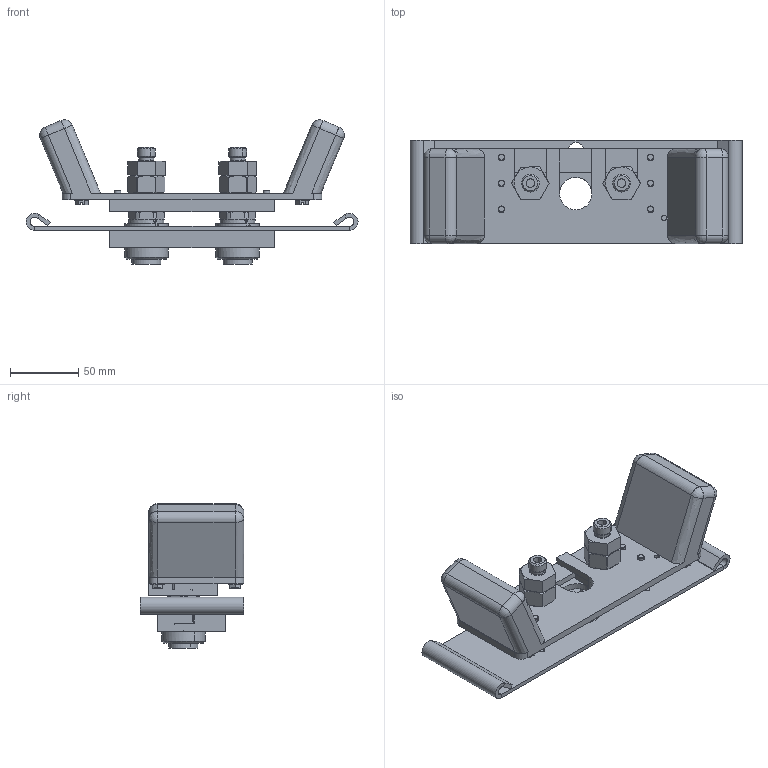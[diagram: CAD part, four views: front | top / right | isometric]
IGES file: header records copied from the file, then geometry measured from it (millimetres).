
Start section:  PTC IGES file: ilcm45600504.igs
Global section: file name: ilcm45600504.igs; native system: Creo Parametric by Parametric Technology Corporation; preprocessor: 2013320; author: jdw; organization: Unknown; date: 20160208.131128; units: inch
Bounding box: 243.84 x 76.2 x 105.97 mm (x, y, z)
Surface area: 135283.1 mm2 (no closed solid volume)
Topology: 0 solids, 0 shells, 868 faces, 4768 edges, 4756 vertices
Faces by surface type: bspline 474, revolution 394
